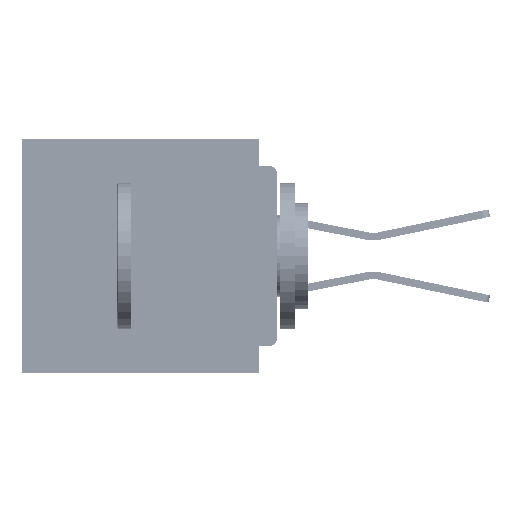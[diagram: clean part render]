
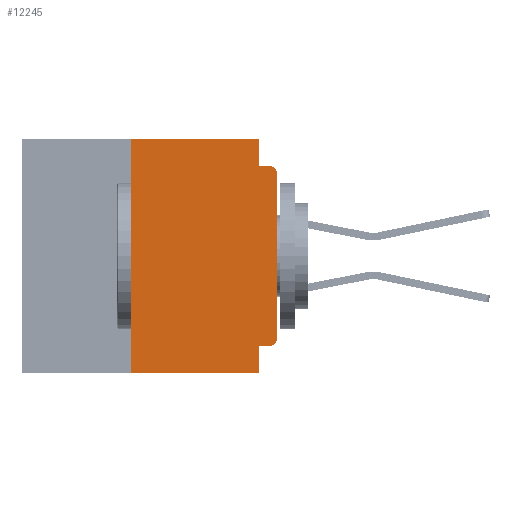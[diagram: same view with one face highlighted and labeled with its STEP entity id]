
A CAD part, left-side view. The second image highlights one B-rep face of the part: STEP entity #12245.
In plain terms, the highlighted planar face has unit normal (-1, 0, 0).
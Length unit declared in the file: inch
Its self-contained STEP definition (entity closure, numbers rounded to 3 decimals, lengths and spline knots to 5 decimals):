
#7 = EDGE_CURVE ( 'NONE', #29319, #38943, #28096, .T. ) ;
#137 = CARTESIAN_POINT ( 'NONE',  ( 0., 0.25, -0.4 ) ) ;
#465 = LINE ( 'NONE', #34887, #28067 ) ;
#609 = CARTESIAN_POINT ( 'NONE',  ( 0., 0., -0.34 ) ) ;
#1837 = LINE ( 'NONE', #38337, #55320 ) ;
#1861 = CARTESIAN_POINT ( 'NONE',  ( 0., 0.437, -0.4 ) ) ;
#2479 = PLANE ( 'NONE',  #17447 ) ;
#3003 = DIRECTION ( 'NONE',  ( 0., 1., 0. ) ) ;
#3465 = CIRCLE ( 'NONE', #71340, 0.015 ) ;
#3489 = VERTEX_POINT ( 'NONE', #10557 ) ;
#3698 = VERTEX_POINT ( 'NONE', #137 ) ;
#4091 = CARTESIAN_POINT ( 'NONE',  ( 0., 0., -0.355 ) ) ;
#6077 = VERTEX_POINT ( 'NONE', #609 ) ;
#7341 = DIRECTION ( 'NONE',  ( 0., -1., 0. ) ) ;
#7584 = DIRECTION ( 'NONE',  ( 0., 0., -1. ) ) ;
#8350 = ORIENTED_EDGE ( 'NONE', *, *, #7, .F. ) ;
#9077 = VECTOR ( 'NONE', #42634, 39.37008 ) ;
#10209 = VECTOR ( 'NONE', #12344, 39.37008 ) ;
#10557 = CARTESIAN_POINT ( 'NONE',  ( 0., 0.015, -0.045 ) ) ;
#11334 = ORIENTED_EDGE ( 'NONE', *, *, #48042, .T. ) ;
#12245 = ADVANCED_FACE ( 'NONE', ( #48289 ), #2479, .F. ) ;
#12344 = DIRECTION ( 'NONE',  ( 0., 0., 1. ) ) ;
#12579 = CARTESIAN_POINT ( 'NONE',  ( 0., 0.031, 0. ) ) ;
#12773 = CIRCLE ( 'NONE', #26599, 0.015 ) ;
#13413 = VECTOR ( 'NONE', #3003, 39.37008 ) ;
#13444 = CARTESIAN_POINT ( 'NONE',  ( 0., 0., -0.06 ) ) ;
#14031 = VERTEX_POINT ( 'NONE', #39350 ) ;
#14643 = VERTEX_POINT ( 'NONE', #54199 ) ;
#14952 = ORIENTED_EDGE ( 'NONE', *, *, #29597, .T. ) ;
#17447 = AXIS2_PLACEMENT_3D ( 'NONE', #52137, #24622, #63196 ) ;
#17460 = VERTEX_POINT ( 'NONE', #36491 ) ;
#18110 = DIRECTION ( 'NONE',  ( 0., 0., -1. ) ) ;
#18570 = EDGE_CURVE ( 'NONE', #3698, #48712, #59131, .T. ) ;
#18572 = EDGE_CURVE ( 'NONE', #17460, #14643, #465, .T. ) ;
#18909 = DIRECTION ( 'NONE',  ( -1., 0., 0. ) ) ;
#19260 = VECTOR ( 'NONE', #7584, 39.37008 ) ;
#24417 = LINE ( 'NONE', #12579, #39094 ) ;
#24622 = DIRECTION ( 'NONE',  ( 1., 0., 0. ) ) ;
#24879 = LINE ( 'NONE', #56235, #10209 ) ;
#25050 = ORIENTED_EDGE ( 'NONE', *, *, #18570, .T. ) ;
#25979 = EDGE_CURVE ( 'NONE', #38943, #48712, #64945, .T. ) ;
#26599 = AXIS2_PLACEMENT_3D ( 'NONE', #51979, #18909, #57506 ) ;
#28067 = VECTOR ( 'NONE', #7341, 39.37008 ) ;
#28096 = LINE ( 'NONE', #4091, #13413 ) ;
#28129 = ORIENTED_EDGE ( 'NONE', *, *, #18572, .F. ) ;
#29319 = VERTEX_POINT ( 'NONE', #38717 ) ;
#29376 = DIRECTION ( 'NONE',  ( 0., -1., 0. ) ) ;
#29597 = EDGE_CURVE ( 'NONE', #54282, #3489, #12773, .T. ) ;
#30932 = EDGE_CURVE ( 'NONE', #14031, #3489, #54856, .T. ) ;
#32537 = CARTESIAN_POINT ( 'NONE',  ( 0., 0.015, -0.34 ) ) ;
#32819 = DIRECTION ( 'NONE',  ( 0., 0., 1. ) ) ;
#34887 = CARTESIAN_POINT ( 'NONE',  ( 0., 0.437, 0. ) ) ;
#36043 = EDGE_CURVE ( 'NONE', #6077, #54282, #1837, .T. ) ;
#36491 = CARTESIAN_POINT ( 'NONE',  ( 0., 0.25, 0. ) ) ;
#38073 = DIRECTION ( 'NONE',  ( 0., 0., -1. ) ) ;
#38337 = CARTESIAN_POINT ( 'NONE',  ( 0., 0., 0. ) ) ;
#38717 = CARTESIAN_POINT ( 'NONE',  ( 0., 0.015, -0.355 ) ) ;
#38943 = VERTEX_POINT ( 'NONE', #61182 ) ;
#39094 = VECTOR ( 'NONE', #18110, 39.37008 ) ;
#39350 = CARTESIAN_POINT ( 'NONE',  ( 0., 0.031, -0.045 ) ) ;
#40782 = EDGE_LOOP ( 'NONE', ( #51024, #14952, #48719, #45186, #28129, #42897, #25050, #47749, #8350, #11334 ) ) ;
#42634 = DIRECTION ( 'NONE',  ( 0., -1., 0. ) ) ;
#42897 = ORIENTED_EDGE ( 'NONE', *, *, #64281, .F. ) ;
#45186 = ORIENTED_EDGE ( 'NONE', *, *, #60622, .F. ) ;
#47749 = ORIENTED_EDGE ( 'NONE', *, *, #25979, .F. ) ;
#48042 = EDGE_CURVE ( 'NONE', #29319, #6077, #3465, .T. ) ;
#48289 = FACE_OUTER_BOUND ( 'NONE', #40782, .T. ) ;
#48712 = VERTEX_POINT ( 'NONE', #61491 ) ;
#48719 = ORIENTED_EDGE ( 'NONE', *, *, #30932, .F. ) ;
#51024 = ORIENTED_EDGE ( 'NONE', *, *, #36043, .T. ) ;
#51979 = CARTESIAN_POINT ( 'NONE',  ( 0., 0.015, -0.06 ) ) ;
#52137 = CARTESIAN_POINT ( 'NONE',  ( 0., 0.437, 0. ) ) ;
#54199 = CARTESIAN_POINT ( 'NONE',  ( 0., 0.031, 0. ) ) ;
#54282 = VERTEX_POINT ( 'NONE', #13444 ) ;
#54856 = LINE ( 'NONE', #64529, #9077 ) ;
#55320 = VECTOR ( 'NONE', #32819, 39.37008 ) ;
#56235 = CARTESIAN_POINT ( 'NONE',  ( 0., 0.25, -0.4 ) ) ;
#57400 = VECTOR ( 'NONE', #29376, 39.37008 ) ;
#57506 = DIRECTION ( 'NONE',  ( 0., 0., -1. ) ) ;
#59131 = LINE ( 'NONE', #1861, #57400 ) ;
#60622 = EDGE_CURVE ( 'NONE', #14643, #14031, #24417, .T. ) ;
#61182 = CARTESIAN_POINT ( 'NONE',  ( 0., 0.031, -0.355 ) ) ;
#61491 = CARTESIAN_POINT ( 'NONE',  ( 0., 0.031, -0.4 ) ) ;
#62586 = CARTESIAN_POINT ( 'NONE',  ( 0., 0.031, -0.4 ) ) ;
#63196 = DIRECTION ( 'NONE',  ( 0., 0., -1. ) ) ;
#64281 = EDGE_CURVE ( 'NONE', #3698, #17460, #24879, .T. ) ;
#64529 = CARTESIAN_POINT ( 'NONE',  ( 0., 0., -0.045 ) ) ;
#64945 = LINE ( 'NONE', #62586, #19260 ) ;
#71064 = DIRECTION ( 'NONE',  ( -1., 0., 0. ) ) ;
#71340 = AXIS2_PLACEMENT_3D ( 'NONE', #32537, #71064, #38073 ) ;
